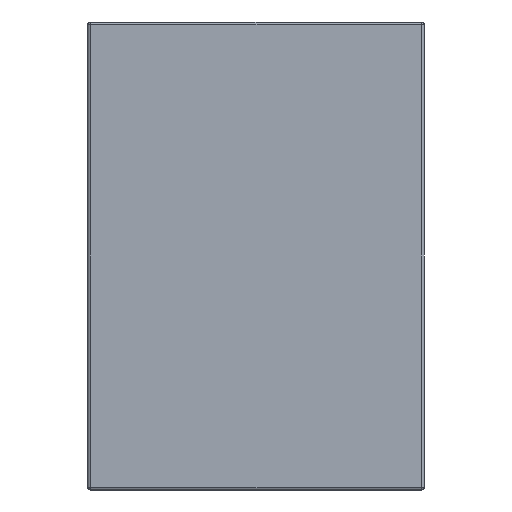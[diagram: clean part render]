
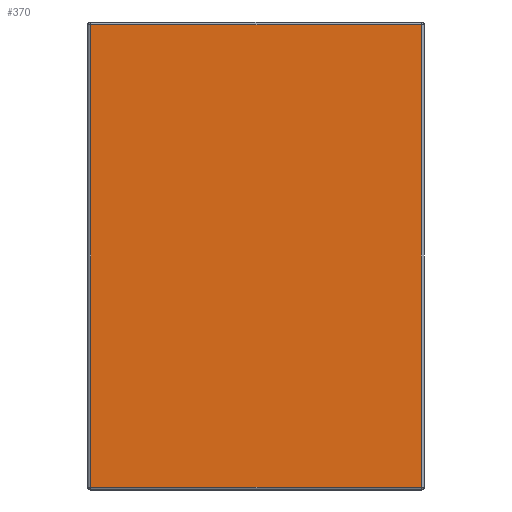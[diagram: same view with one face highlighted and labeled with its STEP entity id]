
A CAD part, left-side view. The second image highlights one B-rep face of the part: STEP entity #370.
In plain terms, the highlighted planar face has unit normal (-1, 0, 0).
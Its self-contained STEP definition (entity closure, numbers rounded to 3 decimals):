
#42 = DIRECTION ( 'NONE',  ( 0., 0., -1. ) ) ;
#45 = VERTEX_POINT ( 'NONE', #1838 ) ;
#47 = FACE_OUTER_BOUND ( 'NONE', #377, .T. ) ;
#91 = DIRECTION ( 'NONE',  ( 0., -1., 0. ) ) ;
#95 = VERTEX_POINT ( 'NONE', #904 ) ;
#149 = VECTOR ( 'NONE', #1070, 1000. ) ;
#193 = PLANE ( 'NONE',  #1713 ) ;
#283 = CARTESIAN_POINT ( 'NONE',  ( 0., 1.14, -1.6 ) ) ;
#342 = CARTESIAN_POINT ( 'NONE',  ( 0., 1.15, -0.01 ) ) ;
#370 = ADVANCED_FACE ( 'NONE', ( #47 ), #193, .F. ) ;
#377 = EDGE_LOOP ( 'NONE', ( #1816, #1935, #1276, #1798 ) ) ;
#399 = EDGE_CURVE ( 'NONE', #1442, #95, #1898, .T. ) ;
#619 = VECTOR ( 'NONE', #91, 1000. ) ;
#809 = EDGE_CURVE ( 'NONE', #95, #1888, #810, .T. ) ;
#810 = LINE ( 'NONE', #969, #824 ) ;
#824 = VECTOR ( 'NONE', #42, 1000. ) ;
#851 = DIRECTION ( 'NONE',  ( 0., 0., -1. ) ) ;
#903 = CARTESIAN_POINT ( 'NONE',  ( 0., 1.15, -1.59 ) ) ;
#904 = CARTESIAN_POINT ( 'NONE',  ( 0., 0.01, -0.01 ) ) ;
#969 = CARTESIAN_POINT ( 'NONE',  ( 0., 0.01, 0. ) ) ;
#984 = DIRECTION ( 'NONE',  ( 1., 0., 0. ) ) ;
#1070 = DIRECTION ( 'NONE',  ( 0., 0., 1. ) ) ;
#1266 = CARTESIAN_POINT ( 'NONE',  ( 0., 1.14, -0.01 ) ) ;
#1276 = ORIENTED_EDGE ( 'NONE', *, *, #1319, .F. ) ;
#1319 = EDGE_CURVE ( 'NONE', #1888, #45, #1677, .T. ) ;
#1419 = VECTOR ( 'NONE', #1662, 1000. ) ;
#1442 = VERTEX_POINT ( 'NONE', #1266 ) ;
#1454 = CARTESIAN_POINT ( 'NONE',  ( 0., 1.15, 0. ) ) ;
#1662 = DIRECTION ( 'NONE',  ( 0., 1., 0. ) ) ;
#1677 = LINE ( 'NONE', #903, #1419 ) ;
#1713 = AXIS2_PLACEMENT_3D ( 'NONE', #1454, #984, #851 ) ;
#1798 = ORIENTED_EDGE ( 'NONE', *, *, #809, .F. ) ;
#1816 = ORIENTED_EDGE ( 'NONE', *, *, #399, .F. ) ;
#1838 = CARTESIAN_POINT ( 'NONE',  ( 0., 1.14, -1.59 ) ) ;
#1888 = VERTEX_POINT ( 'NONE', #1981 ) ;
#1898 = LINE ( 'NONE', #342, #619 ) ;
#1934 = EDGE_CURVE ( 'NONE', #45, #1442, #1956, .T. ) ;
#1935 = ORIENTED_EDGE ( 'NONE', *, *, #1934, .F. ) ;
#1956 = LINE ( 'NONE', #283, #149 ) ;
#1981 = CARTESIAN_POINT ( 'NONE',  ( 0., 0.01, -1.59 ) ) ;
